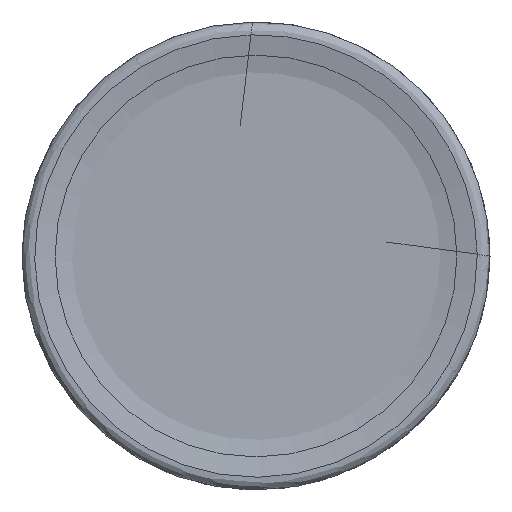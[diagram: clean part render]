
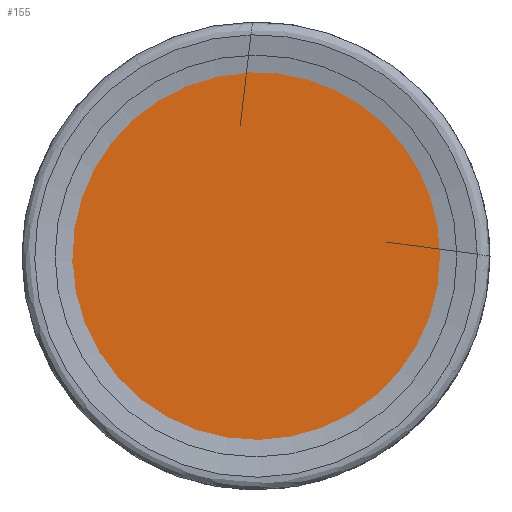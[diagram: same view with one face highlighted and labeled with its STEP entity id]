
A CAD part, left-side view. The second image highlights one B-rep face of the part: STEP entity #155.
In plain terms, the highlighted planar face has unit normal (-1, 0, 0).
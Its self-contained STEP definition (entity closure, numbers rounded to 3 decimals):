
#85=PLANE('',#584);
#88=FACE_OUTER_BOUND('',#227,.T.);
#155=ADVANCED_FACE('',(#88),#85,.F.);
#227=EDGE_LOOP('',(#277));
#277=ORIENTED_EDGE('',*,*,#452,.T.);
#407=VERTEX_POINT('',#838);
#452=EDGE_CURVE('',#407,#407,#521,.T.);
#521=CIRCLE('',#583,7.3);
#583=AXIS2_PLACEMENT_3D('',#837,#668,#669);
#584=AXIS2_PLACEMENT_3D('',#839,#670,#671);
#668=DIRECTION('',(-1.,0.,0.));
#669=DIRECTION('',(0.,0.,1.));
#670=DIRECTION('',(1.,0.,0.));
#671=DIRECTION('',(0.,0.,-1.));
#837=CARTESIAN_POINT('',(0.25,0.,0.));
#838=CARTESIAN_POINT('',(0.25,0.,7.3));
#839=CARTESIAN_POINT('',(0.25,0.,0.));
